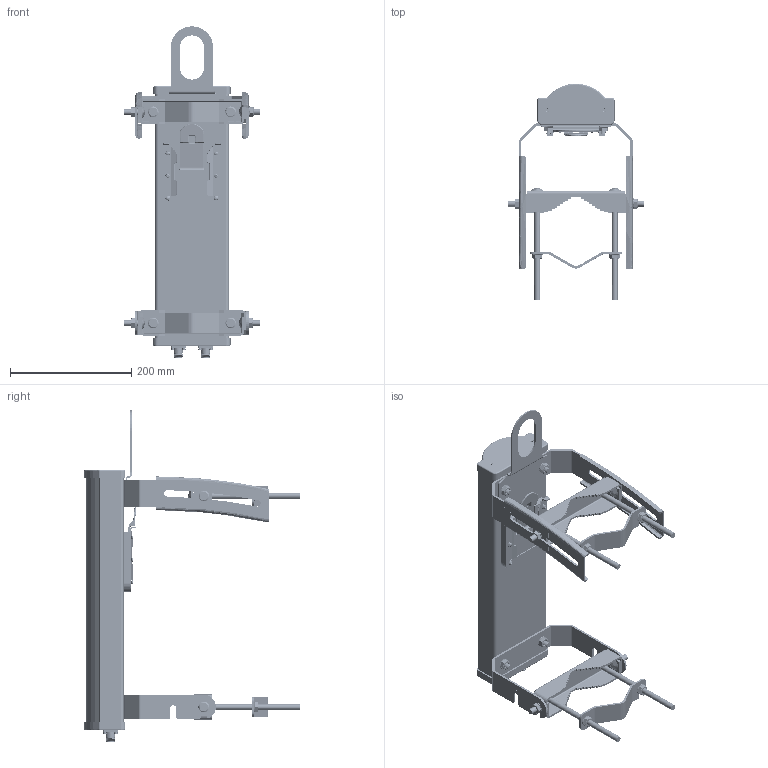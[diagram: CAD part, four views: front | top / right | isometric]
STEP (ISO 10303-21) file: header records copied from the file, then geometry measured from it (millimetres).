
FILE_DESCRIPTION (( 'STEP AP214' ), '1' );
FILE_NAME ('KPP-5DP65S-HV_3D.STEP', '2021-01-12T17:04:03', ( '' ), ( '' ), 'SwSTEP 2.0', 'SolidWorks 2018', '' );
FILE_SCHEMA (( 'AUTOMOTIVE_DESIGN' ));
Length unit declared in the file: millimetre
Products named in the file (1): KPP-5DP65S-HV_3D
Bounding box: 223.44 x 356.82 x 547.35 mm (x, y, z)
Volume: 978679.6 mm3; surface area: 814413.7 mm2
Topology: 87 solids, 87 shells, 5371 faces, 15294 edges, 10398 vertices
Faces by surface type: plane 2250, cylinder 1630, bspline 1289, cone 198, torus 4
Entity records: 373816 total; most frequent: CARTESIAN_POINT 188939, ORIENTED_EDGE 30500, DIRECTION 19537, EDGE_CURVE 15250, VERTEX_POINT 10398, LINE 6917, VECTOR 6917, AXIS2_PLACEMENT_3D 6310
